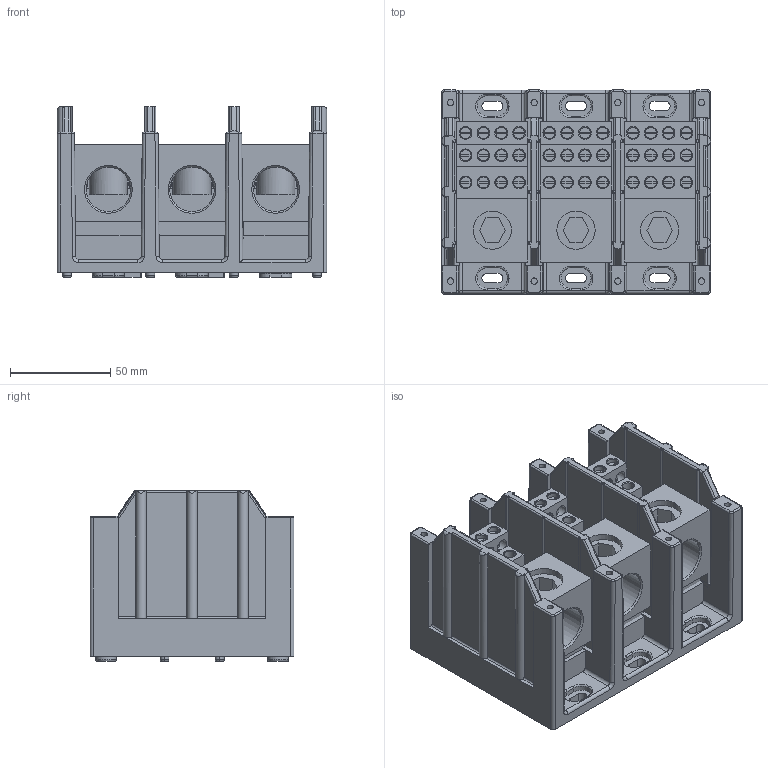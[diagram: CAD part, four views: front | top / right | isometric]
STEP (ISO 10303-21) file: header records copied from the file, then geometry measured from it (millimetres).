
FILE_DESCRIPTION (( 'STEP AP214' ), '1' );
FILE_NAME ('PB3123.STEP', '2014-12-17T20:06:14', ( '' ), ( '' ), 'SwSTEP 2.0', 'SolidWorks 2014', '' );
FILE_SCHEMA (( 'AUTOMOTIVE_DESIGN' ));
Length unit declared in the file: inch
Products named in the file (1): PB3123
Bounding box: 134.14 x 101.6 x 85.09 mm (x, y, z)
Volume: 431367.9 mm3; surface area: 188675.4 mm2
Topology: 10 solids, 10 shells, 1762 faces, 4951 edges, 3072 vertices
Faces by surface type: cylinder 737, plane 720, torus 197, cone 84, bspline 24
Entity records: 85298 total; most frequent: CARTESIAN_POINT 17193, ORIENTED_EDGE 9878, DIRECTION 9635, EDGE_CURVE 4939, AXIS2_PLACEMENT_3D 3606, VERTEX_POINT 3072, LINE 2423, VECTOR 2423
